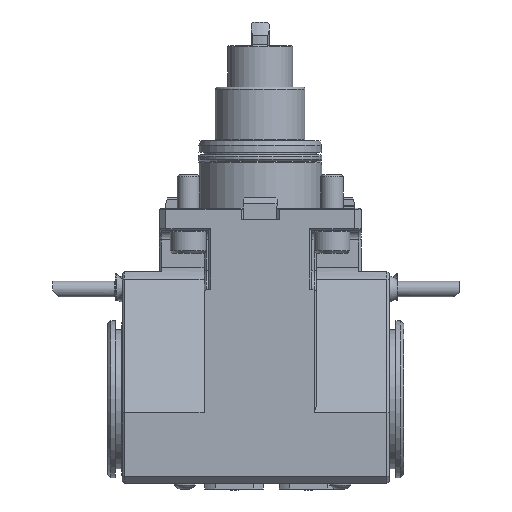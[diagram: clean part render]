
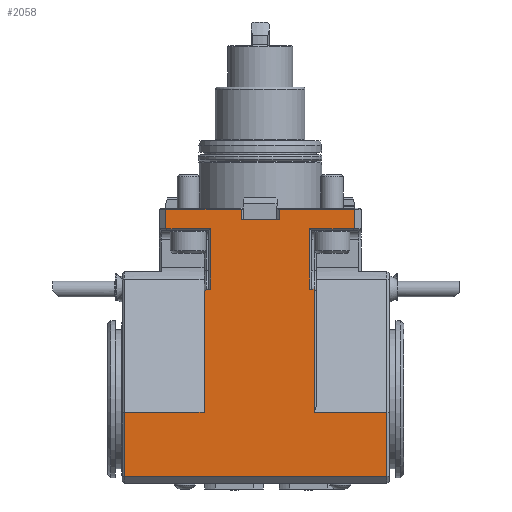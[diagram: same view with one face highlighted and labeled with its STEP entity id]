
A CAD part, front view. The second image highlights one B-rep face of the part: STEP entity #2058.
In plain terms, the highlighted planar face has unit normal (0, -1, 0).
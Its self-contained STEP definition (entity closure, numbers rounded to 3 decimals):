
#482=LINE('',#11295,#1109);
#484=LINE('',#11299,#1111);
#486=LINE('',#11303,#1113);
#489=LINE('',#11309,#1116);
#491=LINE('',#11313,#1118);
#493=LINE('',#11317,#1120);
#495=LINE('',#11321,#1122);
#496=LINE('',#11323,#1123);
#497=LINE('',#11325,#1124);
#498=LINE('',#11327,#1125);
#499=LINE('',#11329,#1126);
#500=LINE('',#11331,#1127);
#502=LINE('',#11335,#1129);
#504=LINE('',#11339,#1131);
#506=LINE('',#11343,#1133);
#508=LINE('',#11347,#1135);
#540=LINE('',#11410,#1167);
#592=LINE('',#11514,#1219);
#607=LINE('',#11545,#1234);
#608=LINE('',#11547,#1235);
#609=LINE('',#11549,#1236);
#1109=VECTOR('',#8694,1.);
#1111=VECTOR('',#8698,1.);
#1113=VECTOR('',#8702,1.);
#1116=VECTOR('',#8707,1.);
#1118=VECTOR('',#8711,1.);
#1120=VECTOR('',#8715,1.);
#1122=VECTOR('',#8719,1.);
#1123=VECTOR('',#8722,1.);
#1124=VECTOR('',#8725,1.);
#1125=VECTOR('',#8728,1.);
#1126=VECTOR('',#8731,1.);
#1127=VECTOR('',#8734,1.);
#1129=VECTOR('',#8738,1.);
#1131=VECTOR('',#8742,1.);
#1133=VECTOR('',#8746,1.);
#1135=VECTOR('',#8750,1.);
#1167=VECTOR('',#8802,1.);
#1219=VECTOR('',#8904,1.);
#1234=VECTOR('',#8931,1.);
#1235=VECTOR('',#8932,1.);
#1236=VECTOR('',#8933,1.);
#2058=ADVANCED_FACE('',(#2639),#2331,.F.);
#2331=PLANE('',#7310);
#2639=FACE_OUTER_BOUND('',#3123,.T.);
#3123=EDGE_LOOP('',(#4630,#4631,#4632,#4633,#4634,#4635,#4636,#4637,#4638,
#4639,#4640,#4641,#4642,#4643,#4644,#4645,#4646,#4647,#4648,#4649,#4650));
#4630=ORIENTED_EDGE('',*,*,#6314,.T.);
#4631=ORIENTED_EDGE('',*,*,#6312,.F.);
#4632=ORIENTED_EDGE('',*,*,#6310,.T.);
#4633=ORIENTED_EDGE('',*,*,#6308,.T.);
#4634=ORIENTED_EDGE('',*,*,#6306,.F.);
#4635=ORIENTED_EDGE('',*,*,#6305,.T.);
#4636=ORIENTED_EDGE('',*,*,#6304,.T.);
#4637=ORIENTED_EDGE('',*,*,#6303,.T.);
#4638=ORIENTED_EDGE('',*,*,#6302,.T.);
#4639=ORIENTED_EDGE('',*,*,#6301,.T.);
#4640=ORIENTED_EDGE('',*,*,#6299,.F.);
#4641=ORIENTED_EDGE('',*,*,#6297,.T.);
#4642=ORIENTED_EDGE('',*,*,#6295,.T.);
#4643=ORIENTED_EDGE('',*,*,#6292,.T.);
#4644=ORIENTED_EDGE('',*,*,#6398,.T.);
#4645=ORIENTED_EDGE('',*,*,#6413,.T.);
#4646=ORIENTED_EDGE('',*,*,#6414,.F.);
#4647=ORIENTED_EDGE('',*,*,#6415,.T.);
#4648=ORIENTED_EDGE('',*,*,#6346,.T.);
#4649=ORIENTED_EDGE('',*,*,#6290,.T.);
#4650=ORIENTED_EDGE('',*,*,#6288,.T.);
#5413=VERTEX_POINT('',#10983);
#5418=VERTEX_POINT('',#10997);
#5421=VERTEX_POINT('',#11009);
#5426=VERTEX_POINT('',#11026);
#5429=VERTEX_POINT('',#11037);
#5432=VERTEX_POINT('',#11050);
#5433=VERTEX_POINT('',#11054);
#5503=VERTEX_POINT('',#11294);
#5505=VERTEX_POINT('',#11300);
#5506=VERTEX_POINT('',#11304);
#5508=VERTEX_POINT('',#11310);
#5509=VERTEX_POINT('',#11314);
#5510=VERTEX_POINT('',#11320);
#5511=VERTEX_POINT('',#11332);
#5512=VERTEX_POINT('',#11336);
#5513=VERTEX_POINT('',#11340);
#5514=VERTEX_POINT('',#11344);
#5535=VERTEX_POINT('',#11408);
#5562=VERTEX_POINT('',#11513);
#5573=VERTEX_POINT('',#11546);
#5574=VERTEX_POINT('',#11548);
#6288=EDGE_CURVE('',#5413,#5503,#482,.T.);
#6290=EDGE_CURVE('',#5505,#5413,#484,.T.);
#6292=EDGE_CURVE('',#5418,#5506,#486,.T.);
#6295=EDGE_CURVE('',#5508,#5418,#489,.T.);
#6297=EDGE_CURVE('',#5509,#5508,#491,.T.);
#6299=EDGE_CURVE('',#5509,#5421,#493,.T.);
#6301=EDGE_CURVE('',#5510,#5421,#495,.T.);
#6302=EDGE_CURVE('',#5426,#5510,#496,.T.);
#6303=EDGE_CURVE('',#5429,#5426,#497,.T.);
#6304=EDGE_CURVE('',#5432,#5429,#498,.T.);
#6305=EDGE_CURVE('',#5433,#5432,#499,.T.);
#6306=EDGE_CURVE('',#5433,#5511,#500,.T.);
#6308=EDGE_CURVE('',#5512,#5511,#502,.T.);
#6310=EDGE_CURVE('',#5513,#5512,#504,.T.);
#6312=EDGE_CURVE('',#5513,#5514,#506,.T.);
#6314=EDGE_CURVE('',#5503,#5514,#508,.T.);
#6346=EDGE_CURVE('',#5535,#5505,#540,.T.);
#6398=EDGE_CURVE('',#5506,#5562,#592,.T.);
#6413=EDGE_CURVE('',#5562,#5573,#607,.T.);
#6414=EDGE_CURVE('',#5574,#5573,#608,.T.);
#6415=EDGE_CURVE('',#5574,#5535,#609,.T.);
#7310=AXIS2_PLACEMENT_3D('',#11550,#8934,#8935);
#8694=DIRECTION('',(1.,0.,0.));
#8698=DIRECTION('',(0.,0.,-1.));
#8702=DIRECTION('',(0.,0.,1.));
#8707=DIRECTION('',(1.,0.,0.));
#8711=DIRECTION('',(0.,0.,1.));
#8715=DIRECTION('',(1.,0.,0.));
#8719=DIRECTION('',(0.,0.,1.));
#8722=DIRECTION('',(-1.,0.,0.));
#8725=DIRECTION('',(0.,0.,1.));
#8728=DIRECTION('',(1.,0.,0.));
#8731=DIRECTION('',(0.,0.,-1.));
#8734=DIRECTION('',(1.,0.,0.));
#8738=DIRECTION('',(0.,0.,-1.));
#8742=DIRECTION('',(-0.707,0.,-0.707));
#8746=DIRECTION('',(1.,0.,0.));
#8750=DIRECTION('',(0.,0.,-1.));
#8802=DIRECTION('',(-1.,0.,0.));
#8904=DIRECTION('',(-1.,0.,0.));
#8931=DIRECTION('',(0.,0.,-1.));
#8932=DIRECTION('',(1.,0.,0.));
#8933=DIRECTION('',(0.,0.,1.));
#8934=DIRECTION('',(0.,1.,0.));
#8935=DIRECTION('',(1.,0.,0.));
#10983=CARTESIAN_POINT('',(-42.,-42.5,-9.));
#10997=CARTESIAN_POINT('',(42.,-42.5,-9.));
#11009=CARTESIAN_POINT('',(24.,-42.5,-36.));
#11026=CARTESIAN_POINT('',(56.5,-42.5,-90.963));
#11037=CARTESIAN_POINT('',(56.5,-42.5,-119.5));
#11050=CARTESIAN_POINT('',(-60.5,-42.5,-119.5));
#11054=CARTESIAN_POINT('',(-60.5,-42.5,-90.963));
#11294=CARTESIAN_POINT('',(-22.,-42.5,-9.));
#11295=CARTESIAN_POINT('',(-23.,-42.5,-9.));
#11299=CARTESIAN_POINT('',(-42.,-42.5,-122.5));
#11300=CARTESIAN_POINT('',(-42.,-42.5,-0.5));
#11303=CARTESIAN_POINT('',(42.,-42.5,-122.5));
#11304=CARTESIAN_POINT('',(42.,-42.5,-0.5));
#11309=CARTESIAN_POINT('',(42.,-42.5,-9.));
#11310=CARTESIAN_POINT('',(22.,-42.5,-9.));
#11313=CARTESIAN_POINT('',(22.,-42.5,-10.));
#11314=CARTESIAN_POINT('',(22.,-42.5,-36.));
#11317=CARTESIAN_POINT('',(57.5,-42.5,-36.));
#11320=CARTESIAN_POINT('',(24.,-42.5,-90.963));
#11321=CARTESIAN_POINT('',(24.,-42.5,-122.5));
#11323=CARTESIAN_POINT('',(57.5,-42.5,-90.963));
#11325=CARTESIAN_POINT('',(56.5,-42.5,-122.5));
#11327=CARTESIAN_POINT('',(57.5,-42.5,-119.5));
#11329=CARTESIAN_POINT('',(-60.5,-42.5,-122.5));
#11331=CARTESIAN_POINT('',(57.5,-42.5,-90.963));
#11332=CARTESIAN_POINT('',(-25.,-42.5,-90.963));
#11335=CARTESIAN_POINT('',(-25.,-42.5,-10.));
#11336=CARTESIAN_POINT('',(-25.,-42.5,-37.));
#11339=CARTESIAN_POINT('',(-25.,-42.5,-37.));
#11340=CARTESIAN_POINT('',(-24.,-42.5,-36.));
#11343=CARTESIAN_POINT('',(57.5,-42.5,-36.));
#11344=CARTESIAN_POINT('',(-22.,-42.5,-36.));
#11347=CARTESIAN_POINT('',(-22.,-42.5,-36.));
#11408=CARTESIAN_POINT('',(-8.483,-42.5,-0.5));
#11410=CARTESIAN_POINT('',(57.5,-42.5,-0.5));
#11513=CARTESIAN_POINT('',(8.483,-42.5,-0.5));
#11514=CARTESIAN_POINT('',(57.5,-42.5,-0.5));
#11545=CARTESIAN_POINT('',(8.483,-42.5,-122.5));
#11546=CARTESIAN_POINT('',(8.483,-42.5,-5.));
#11547=CARTESIAN_POINT('',(57.5,-42.5,-5.));
#11548=CARTESIAN_POINT('',(-8.483,-42.5,-5.));
#11549=CARTESIAN_POINT('',(-8.483,-42.5,-122.5));
#11550=CARTESIAN_POINT('',(57.5,-42.5,-122.5));
